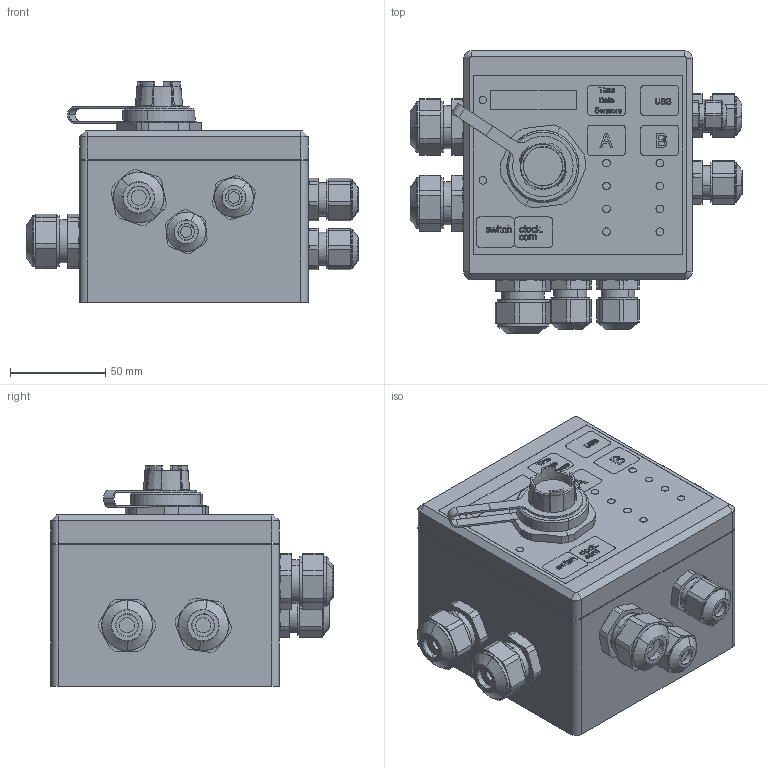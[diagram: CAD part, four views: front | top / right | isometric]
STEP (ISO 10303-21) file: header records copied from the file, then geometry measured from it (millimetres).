
FILE_DESCRIPTION (( 'STEP AP214' ), '1' );
FILE_NAME ('HST-SC-2 Kanal_Modeliert.STEP', '2022-08-29T12:50:29', ( '' ), ( '' ), 'SwSTEP 2.0', 'SolidWorks 2020', '' );
FILE_SCHEMA (( 'AUTOMOTIVE_DESIGN' ));
Length unit declared in the file: millimetre
Products named in the file (7): 1571_17_080 6; USB-Buchse_00; 1571_20_110 8; USB-Lasche_00; SC-2 Kanal; HST-SC-2 Kanal_Modeliert; 1571_10_040 3
Assembly tree (12 placements, depth 2):
  HST-SC-2 Kanal_Modeliert
    SC-2 Kanal
    1571_17_080 6  x5
    1571_20_110 8  x3
    1571_10_040 3
    USB-Buchse_00
    USB-Lasche_00
Bounding box: 174.4 x 148.2 x 115.83 mm (x, y, z)
Volume: 1382197.9 mm3; surface area: 174385 mm2
Topology: 17 solids, 26 shells, 2238 faces, 5586 edges, 3568 vertices
Faces by surface type: plane 891, cylinder 631, bspline 369, cone 214, torus 125, sphere 8
Entity records: 82659 total; most frequent: CARTESIAN_POINT 36045, ORIENTED_EDGE 8964, DIRECTION 7087, EDGE_CURVE 4482, VERTEX_POINT 2884, AXIS2_PLACEMENT_3D 2385, VECTOR 2317, LINE 2317
